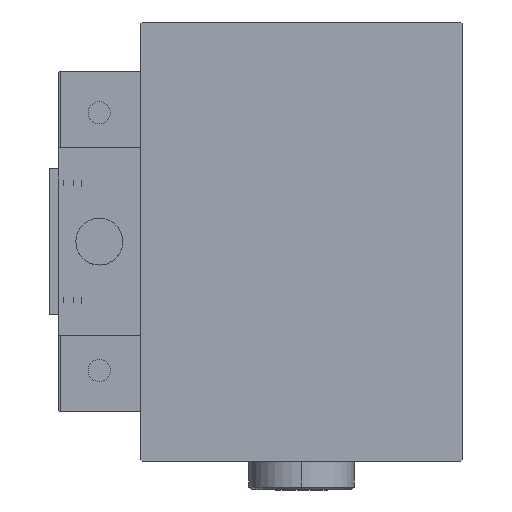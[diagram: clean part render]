
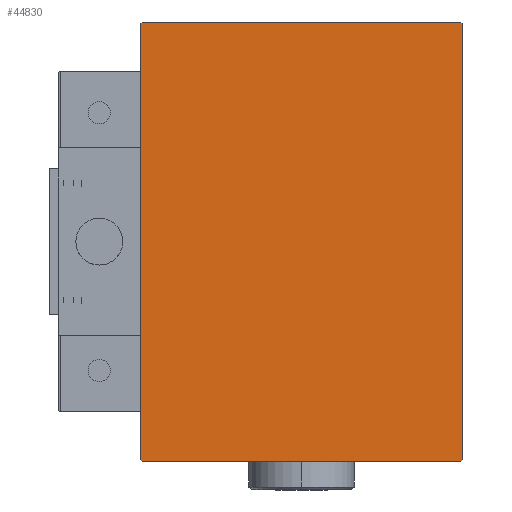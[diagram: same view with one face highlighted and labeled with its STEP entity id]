
A CAD part, left-side view. The second image highlights one B-rep face of the part: STEP entity #44830.
In plain terms, the highlighted face is planar.
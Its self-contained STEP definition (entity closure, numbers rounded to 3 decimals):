
#969 = EDGE_CURVE ( 'NONE', #30000, #10474, #23911, .T. ) ;
#1112 = ORIENTED_EDGE ( 'NONE', *, *, #11873, .T. ) ;
#1266 = LINE ( 'NONE', #31095, #11731 ) ;
#1653 = CARTESIAN_POINT ( 'NONE',  ( 135., 27.5, -37.5 ) ) ;
#1673 = LINE ( 'NONE', #39419, #9304 ) ;
#4903 = LINE ( 'NONE', #8469, #14184 ) ;
#5869 = CARTESIAN_POINT ( 'NONE',  ( 135., 0., 0. ) ) ;
#6964 = DIRECTION ( 'NONE',  ( 0., 0., -1. ) ) ;
#7569 = EDGE_CURVE ( 'NONE', #34983, #40884, #4903, .T. ) ;
#8469 = CARTESIAN_POINT ( 'NONE',  ( 135., -27.5, -37.5 ) ) ;
#8715 = CARTESIAN_POINT ( 'NONE',  ( 135., 27.2, -37.5 ) ) ;
#8935 = ORIENTED_EDGE ( 'NONE', *, *, #46298, .T. ) ;
#9112 = CARTESIAN_POINT ( 'NONE',  ( 135., 27.5, 37.2 ) ) ;
#9304 = VECTOR ( 'NONE', #35583, 1000. ) ;
#10474 = VERTEX_POINT ( 'NONE', #49331 ) ;
#10692 = EDGE_CURVE ( 'NONE', #16137, #39393, #18878, .T. ) ;
#11278 = DIRECTION ( 'NONE',  ( 0., 0.707, 0.707 ) ) ;
#11731 = VECTOR ( 'NONE', #51300, 1000. ) ;
#11873 = EDGE_CURVE ( 'NONE', #36777, #34983, #1266, .T. ) ;
#14184 = VECTOR ( 'NONE', #41828, 1000. ) ;
#15989 = EDGE_CURVE ( 'NONE', #39393, #45291, #1673, .T. ) ;
#16137 = VERTEX_POINT ( 'NONE', #44580 ) ;
#16778 = VECTOR ( 'NONE', #53131, 1000. ) ;
#18878 = LINE ( 'NONE', #1653, #42247 ) ;
#19248 = ORIENTED_EDGE ( 'NONE', *, *, #7569, .T. ) ;
#20952 = ORIENTED_EDGE ( 'NONE', *, *, #15989, .T. ) ;
#23625 = EDGE_CURVE ( 'NONE', #10474, #36777, #28877, .T. ) ;
#23744 = EDGE_LOOP ( 'NONE', ( #19248, #8935, #39328, #20952, #25478, #37009, #39663, #1112 ) ) ;
#23911 = LINE ( 'NONE', #45464, #47224 ) ;
#24192 = AXIS2_PLACEMENT_3D ( 'NONE', #5869, #40059, #6964 ) ;
#25478 = ORIENTED_EDGE ( 'NONE', *, *, #28149, .T. ) ;
#27497 = CARTESIAN_POINT ( 'NONE',  ( 135., -27.2, 37.5 ) ) ;
#27757 = FACE_OUTER_BOUND ( 'NONE', #23744, .T. ) ;
#28149 = EDGE_CURVE ( 'NONE', #45291, #30000, #36207, .T. ) ;
#28877 = LINE ( 'NONE', #53738, #50500 ) ;
#30000 = VERTEX_POINT ( 'NONE', #27497 ) ;
#31095 = CARTESIAN_POINT ( 'NONE',  ( 135., -32.35, -32.35 ) ) ;
#31210 = DIRECTION ( 'NONE',  ( 0., 0., 1. ) ) ;
#34831 = CARTESIAN_POINT ( 'NONE',  ( 135., -27.5, -37.2 ) ) ;
#34983 = VERTEX_POINT ( 'NONE', #45405 ) ;
#35583 = DIRECTION ( 'NONE',  ( 0., -0.707, 0.707 ) ) ;
#36207 = LINE ( 'NONE', #53403, #16778 ) ;
#36705 = CARTESIAN_POINT ( 'NONE',  ( 135., 32.35, -32.35 ) ) ;
#36757 = DIRECTION ( 'NONE',  ( 0., -0.707, -0.707 ) ) ;
#36777 = VERTEX_POINT ( 'NONE', #34831 ) ;
#37009 = ORIENTED_EDGE ( 'NONE', *, *, #969, .T. ) ;
#39328 = ORIENTED_EDGE ( 'NONE', *, *, #10692, .T. ) ;
#39393 = VERTEX_POINT ( 'NONE', #9112 ) ;
#39419 = CARTESIAN_POINT ( 'NONE',  ( 135., 32.35, 32.35 ) ) ;
#39663 = ORIENTED_EDGE ( 'NONE', *, *, #23625, .T. ) ;
#40059 = DIRECTION ( 'NONE',  ( 1., 0., 0. ) ) ;
#40884 = VERTEX_POINT ( 'NONE', #8715 ) ;
#41712 = DIRECTION ( 'NONE',  ( 0., 0., -1. ) ) ;
#41828 = DIRECTION ( 'NONE',  ( 0., 1., 0. ) ) ;
#42247 = VECTOR ( 'NONE', #31210, 1000. ) ;
#44262 = VECTOR ( 'NONE', #11278, 1000. ) ;
#44580 = CARTESIAN_POINT ( 'NONE',  ( 135., 27.5, -37.2 ) ) ;
#44830 = ADVANCED_FACE ( 'NONE', ( #27757 ), #47680, .T. ) ;
#45291 = VERTEX_POINT ( 'NONE', #48897 ) ;
#45405 = CARTESIAN_POINT ( 'NONE',  ( 135., -27.2, -37.5 ) ) ;
#45464 = CARTESIAN_POINT ( 'NONE',  ( 135., -32.35, 32.35 ) ) ;
#45681 = LINE ( 'NONE', #36705, #44262 ) ;
#46298 = EDGE_CURVE ( 'NONE', #40884, #16137, #45681, .T. ) ;
#47224 = VECTOR ( 'NONE', #36757, 1000. ) ;
#47680 = PLANE ( 'NONE',  #24192 ) ;
#48897 = CARTESIAN_POINT ( 'NONE',  ( 135., 27.2, 37.5 ) ) ;
#49331 = CARTESIAN_POINT ( 'NONE',  ( 135., -27.5, 37.2 ) ) ;
#50500 = VECTOR ( 'NONE', #41712, 1000. ) ;
#51300 = DIRECTION ( 'NONE',  ( 0., 0.707, -0.707 ) ) ;
#53131 = DIRECTION ( 'NONE',  ( 0., -1., 0. ) ) ;
#53403 = CARTESIAN_POINT ( 'NONE',  ( 135., 27.5, 37.5 ) ) ;
#53738 = CARTESIAN_POINT ( 'NONE',  ( 135., -27.5, 37.5 ) ) ;
